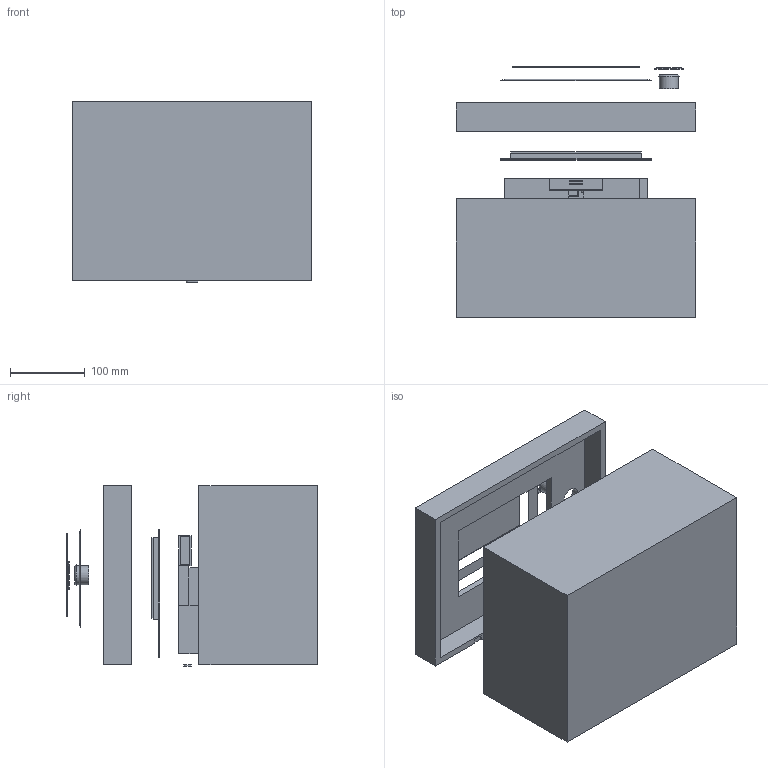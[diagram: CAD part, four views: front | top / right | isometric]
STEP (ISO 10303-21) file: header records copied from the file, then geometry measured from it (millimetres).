
FILE_DESCRIPTION(/* description */ ('','CAx-IF Rec.Pracs.---Representation and Presentation of Product Manufacturing Information (PMI)---4.0---2014-10-13'),/* implementation_level */ '2;1');
FILE_NAME(/* name */ 'Keepsake Box v137.step',/* time_stamp */ '2024-12-28T19:03:20-05:00',/* author */ (''),/* organization */ (''),/* preprocessor_version */ 'ST-DEVELOPER v20',/* originating_system */ 'Autodesk Translation Framework v13.20.0.188',/* authorisation */ '');
FILE_SCHEMA (('AP242_MANAGED_MODEL_BASED_3D_ENGINEERING_MIM_LF { 1 0 10303 442 1 1 4 }'));
Length unit declared in the file: millimetre
Products named in the file (22): Keepsake Box; Box; BoxBottom; BoxLid; Hinge; Box Lid USB-C Connector; MountAssembly; E-Ink Display; FrontCover; MountDisplayPositioner; WaveshareDisplayCablePCB; ElectronicsRight; PiSugarBattery; pisugar3Board; RaspberryPiZeroW; Pi Prototype Hat; Adapters; SSD; WaveshareMountBox; Fingerprint Scanner; Fingerprint Scanner Mount; ElectronicsMountBox
Assembly tree (21 placements, depth 3):
  Keepsake Box
    Box
      BoxBottom
      BoxLid
      Hinge
      Box Lid USB-C Connector
    MountAssembly
      E-Ink Display
      FrontCover
    MountDisplayPositioner
    WaveshareDisplayCablePCB
    ElectronicsRight
      PiSugarBattery
      pisugar3Board
      RaspberryPiZeroW
      Pi Prototype Hat
      Adapters
      SSD
    WaveshareMountBox
    Fingerprint Scanner
    Fingerprint Scanner Mount
    ElectronicsMountBox
Bounding box: 320.68 x 336 x 241.71 mm (x, y, z)
Volume: 3373084.6 mm3; surface area: 939747.6 mm2
Topology: 25 solids, 25 shells, 804 faces, 2014 edges, 1310 vertices
Faces by surface type: plane 520, cylinder 253, sphere 24, cone 5, torus 2
Full cylindrical faces by diameter (mm): 1 x84, 1.2 x2, 1.5 x2, 2.1 x7, 2.65 x8, 3.5 x4, 5.5 x4, 6 x8, 10 x1, 13 x1, 14 x1, 14.5 x2, 25.5 x4, 37.7 x1
Entity records: 25347 total; most frequent: DIRECTION 4215, CARTESIAN_POINT 4164, ORIENTED_EDGE 4012, EDGE_CURVE 2006, LINE 1493, VECTOR 1493, AXIS2_PLACEMENT_3D 1361, VERTEX_POINT 1310
